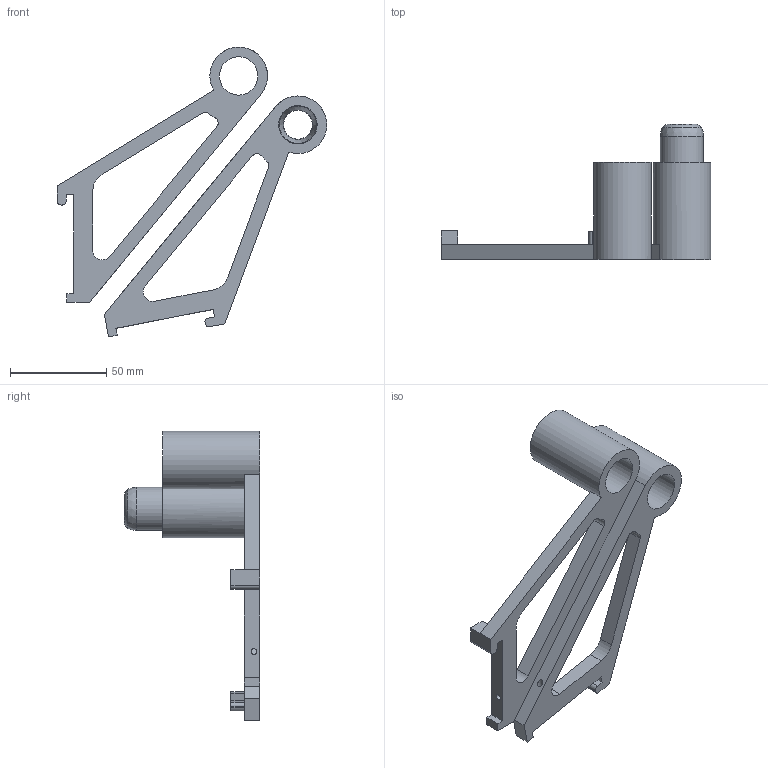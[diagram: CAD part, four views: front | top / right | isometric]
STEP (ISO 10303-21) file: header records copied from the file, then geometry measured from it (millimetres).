
FILE_DESCRIPTION(/* description */ (''),/* implementation_level */ '2;1');
FILE_NAME(/* name */ 'Filament holder.step',/* time_stamp */ '2017-03-01T20:21:07+01:00',/* author */ ('Rubén'),/* organization */ (''),/* preprocessor_version */ 'ST-DEVELOPER v15.2',/* originating_system */ 'Autodesk Inventor 2014',/* authorisation */ '');
FILE_SCHEMA (('AUTOMOTIVE_DESIGN { 1 0 10303 214 3 1 1 }'));
Length unit declared in the file: millimetre
Products named in the file (1): Filament holder
Bounding box: 140.3 x 70.5 x 150.86 mm (x, y, z)
Volume: 80073.8 mm3; surface area: 38296.5 mm2
Topology: 2 solids, 2 shells, 67 faces, 184 edges, 121 vertices
Faces by surface type: plane 38, cylinder 23, torus 2, cone 2, bspline 1, sphere 1
Full cylindrical faces by diameter (mm): 3 x2, 15 x1, 20 x2, 22.5 x1, 23 x1, 30 x2
Entity records: 2054 total; most frequent: CARTESIAN_POINT 371, DIRECTION 348, ORIENTED_EDGE 324, EDGE_CURVE 162, AXIS2_PLACEMENT_3D 120, VERTEX_POINT 113, LINE 108, VECTOR 108
